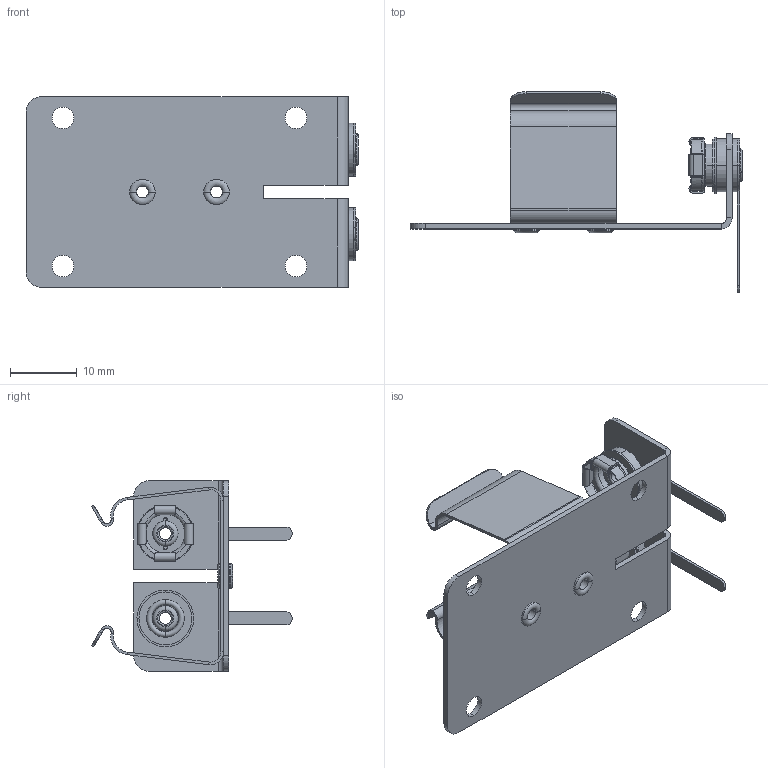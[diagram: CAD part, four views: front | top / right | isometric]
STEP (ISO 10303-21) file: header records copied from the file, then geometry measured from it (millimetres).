
FILE_DESCRIPTION (( 'STEP AP214' ), '1' );
FILE_NAME ('1291-79.STEP', '2007-12-11T21:15:52', ( 'Richard Maletta' ), ( '' ), 'SwSTEP 2.0', 'SolidWorks 2007', '' );
FILE_SCHEMA (( 'AUTOMOTIVE_DESIGN' ));
Length unit declared in the file: millimetre
Products named in the file (1): 1291-79
Bounding box: 49.76 x 30.09 x 28.57 mm (x, y, z)
Volume: 2142.5 mm3; surface area: 7863.4 mm2
Topology: 16 solids, 16 shells, 418 faces, 958 edges, 590 vertices
Faces by surface type: cylinder 176, plane 158, torus 74, cone 10
Entity records: 16742 total; most frequent: DIRECTION 2256, CARTESIAN_POINT 2103, ORIENTED_EDGE 1916, EDGE_CURVE 958, AXIS2_PLACEMENT_3D 911, VERTEX_POINT 590, CIRCLE 492, EDGE_LOOP 488
